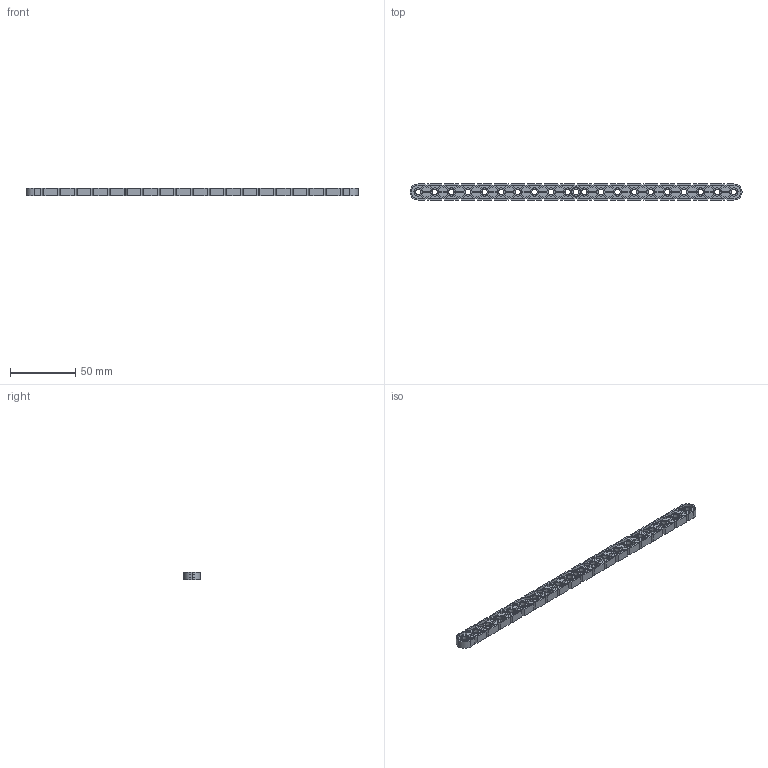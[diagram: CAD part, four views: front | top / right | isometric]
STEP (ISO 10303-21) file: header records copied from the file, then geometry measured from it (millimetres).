
FILE_DESCRIPTION (( 'STEP AP203' ), '1' );
FILE_NAME ('228-2500-016.STEP', '2015-04-27T15:57:25', ( '' ), ( '' ), 'SwSTEP 2.0', 'SolidWorks 2014', '' );
FILE_SCHEMA (( 'CONFIG_CONTROL_DESIGN' ));
Length unit declared in the file: millimetre
Products named in the file (1): 228-2500-016
Bounding box: 253.7 x 12.4 x 6.1 mm (x, y, z)
Volume: 9860.9 mm3; surface area: 15178.9 mm2
Topology: 1 solids, 1 shells, 1182 faces, 3534 edges, 2356 vertices
Faces by surface type: plane 892, cylinder 290
Entity records: 39659 total; most frequent: CARTESIAN_POINT 7073, ORIENTED_EDGE 7068, DIRECTION 6480, EDGE_CURVE 3534, VECTOR 2954, LINE 2954, VERTEX_POINT 2356, AXIS2_PLACEMENT_3D 1763
